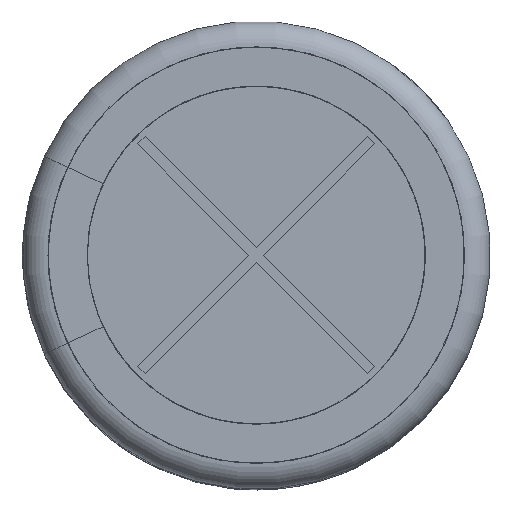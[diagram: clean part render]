
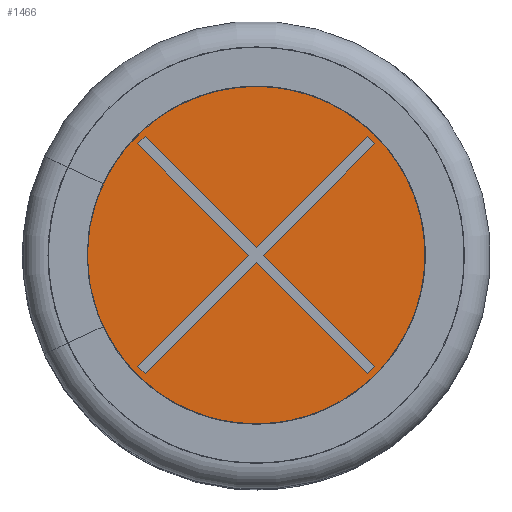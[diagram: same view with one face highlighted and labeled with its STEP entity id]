
A CAD part, top view. The second image highlights one B-rep face of the part: STEP entity #1466.
In plain terms, the highlighted planar face has unit normal (0, 0, 1).
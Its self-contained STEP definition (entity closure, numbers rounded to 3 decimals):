
#1466 = ADVANCED_FACE( '', ( #3044, #3045 ), #3046, .T. );
#3044 = FACE_OUTER_BOUND( '', #9711, .T. );
#3045 = FACE_BOUND( '', #9712, .T. );
#3046 = PLANE( '', #9713 );
#9711 = EDGE_LOOP( '', ( #13888 ) );
#9712 = EDGE_LOOP( '', ( #13889, #13890, #13891, #13892, #13893, #13894, #13895, #13896, #13897, #13898, #13899, #13900 ) );
#9713 = AXIS2_PLACEMENT_3D( '', #13901, #13902, #13903 );
#13888 = ORIENTED_EDGE( '', *, *, #16329, .F. );
#13889 = ORIENTED_EDGE( '', *, *, #15034, .T. );
#13890 = ORIENTED_EDGE( '', *, *, #16361, .T. );
#13891 = ORIENTED_EDGE( '', *, *, #15336, .T. );
#13892 = ORIENTED_EDGE( '', *, *, #16274, .T. );
#13893 = ORIENTED_EDGE( '', *, *, #16071, .T. );
#13894 = ORIENTED_EDGE( '', *, *, #16016, .T. );
#13895 = ORIENTED_EDGE( '', *, *, #15143, .T. );
#13896 = ORIENTED_EDGE( '', *, *, #15556, .T. );
#13897 = ORIENTED_EDGE( '', *, *, #15517, .T. );
#13898 = ORIENTED_EDGE( '', *, *, #14765, .T. );
#13899 = ORIENTED_EDGE( '', *, *, #15013, .T. );
#13900 = ORIENTED_EDGE( '', *, *, #15082, .T. );
#13901 = CARTESIAN_POINT( '', ( -8.012, 0., 20.78 ) );
#13902 = DIRECTION( '', ( 0., 0., 1. ) );
#13903 = DIRECTION( '', ( 1., 0., 0. ) );
#14765 = EDGE_CURVE( '', #16599, #16600, #16601, .T. );
#15013 = EDGE_CURVE( '', #16600, #17034, #17035, .T. );
#15034 = EDGE_CURVE( '', #17069, #17070, #17071, .T. );
#15082 = EDGE_CURVE( '', #17034, #17069, #17152, .T. );
#15143 = EDGE_CURVE( '', #17258, #17259, #17260, .T. );
#15336 = EDGE_CURVE( '', #17574, #17575, #17576, .T. );
#15517 = EDGE_CURVE( '', #17858, #16599, #17859, .T. );
#15556 = EDGE_CURVE( '', #17259, #17858, #17914, .T. );
#16016 = EDGE_CURVE( '', #18579, #17258, #18580, .T. );
#16071 = EDGE_CURVE( '', #18647, #18579, #18648, .T. );
#16274 = EDGE_CURVE( '', #17575, #18647, #18903, .T. );
#16329 = EDGE_CURVE( '', #18967, #18967, #18968, .T. );
#16361 = EDGE_CURVE( '', #17070, #17574, #19003, .T. );
#16599 = VERTEX_POINT( '', #19307 );
#16600 = VERTEX_POINT( '', #19308 );
#16601 = LINE( '', #19309, #19310 );
#17034 = VERTEX_POINT( '', #20630 );
#17035 = LINE( '', #20631, #20632 );
#17069 = VERTEX_POINT( '', #20690 );
#17070 = VERTEX_POINT( '', #20691 );
#17071 = LINE( '', #20692, #20693 );
#17152 = LINE( '', #20819, #20820 );
#17258 = VERTEX_POINT( '', #21105 );
#17259 = VERTEX_POINT( '', #21106 );
#17260 = LINE( '', #21107, #21108 );
#17574 = VERTEX_POINT( '', #21978 );
#17575 = VERTEX_POINT( '', #21979 );
#17576 = LINE( '', #21980, #21981 );
#17858 = VERTEX_POINT( '', #22665 );
#17859 = LINE( '', #22666, #22667 );
#17914 = LINE( '', #22767, #22768 );
#18579 = VERTEX_POINT( '', #24182 );
#18580 = LINE( '', #24183, #24184 );
#18647 = VERTEX_POINT( '', #24293 );
#18648 = LINE( '', #24294, #24295 );
#18903 = LINE( '', #24898, #24899 );
#18967 = VERTEX_POINT( '', #25030 );
#18968 = CIRCLE( '', #25031, 8.012 );
#19003 = LINE( '', #25085, #25086 );
#19307 = CARTESIAN_POINT( '', ( -4.276, -4.559, 20.78 ) );
#19308 = CARTESIAN_POINT( '', ( -4.559, -4.276, 20.78 ) );
#19309 = CARTESIAN_POINT( '', ( -4.276, -4.559, 20.78 ) );
#19310 = VECTOR( '', #25487, 1000. );
#20630 = CARTESIAN_POINT( '', ( -0.283, 0., 20.78 ) );
#20631 = CARTESIAN_POINT( '', ( -0.283, 0., 20.78 ) );
#20632 = VECTOR( '', #25692, 1000. );
#20690 = CARTESIAN_POINT( '', ( -4.559, 4.276, 20.78 ) );
#20691 = CARTESIAN_POINT( '', ( -4.276, 4.559, 20.78 ) );
#20692 = CARTESIAN_POINT( '', ( -4.276, 4.559, 20.78 ) );
#20693 = VECTOR( '', #25711, 1000. );
#20819 = CARTESIAN_POINT( '', ( -0.283, 0., 20.78 ) );
#20820 = VECTOR( '', #25778, 1000. );
#21105 = CARTESIAN_POINT( '', ( 4.559, -4.276, 20.78 ) );
#21106 = CARTESIAN_POINT( '', ( 4.276, -4.559, 20.78 ) );
#21107 = CARTESIAN_POINT( '', ( 4.559, -4.276, 20.78 ) );
#21108 = VECTOR( '', #25816, 1000. );
#21978 = CARTESIAN_POINT( '', ( 0., 0.283, 20.78 ) );
#21979 = CARTESIAN_POINT( '', ( 4.276, 4.559, 20.78 ) );
#21980 = CARTESIAN_POINT( '', ( 0., 0.283, 20.78 ) );
#21981 = VECTOR( '', #26003, 1000. );
#22665 = CARTESIAN_POINT( '', ( 0., -0.283, 20.78 ) );
#22666 = CARTESIAN_POINT( '', ( 0., -0.283, 20.78 ) );
#22667 = VECTOR( '', #26208, 1000. );
#22767 = CARTESIAN_POINT( '', ( 0., -0.283, 20.78 ) );
#22768 = VECTOR( '', #26237, 1000. );
#24182 = CARTESIAN_POINT( '', ( 0.283, 0., 20.78 ) );
#24183 = CARTESIAN_POINT( '', ( 0.283, 0., 20.78 ) );
#24184 = VECTOR( '', #26669, 1000. );
#24293 = CARTESIAN_POINT( '', ( 4.559, 4.276, 20.78 ) );
#24294 = CARTESIAN_POINT( '', ( 0.283, 0., 20.78 ) );
#24295 = VECTOR( '', #26721, 1000. );
#24898 = CARTESIAN_POINT( '', ( 4.559, 4.276, 20.78 ) );
#24899 = VECTOR( '', #26869, 1000. );
#25030 = CARTESIAN_POINT( '', ( -8.012, 0., 20.78 ) );
#25031 = AXIS2_PLACEMENT_3D( '', #26921, #26922, #26923 );
#25085 = CARTESIAN_POINT( '', ( 0., 0.283, 20.78 ) );
#25086 = VECTOR( '', #26946, 1000. );
#25487 = DIRECTION( '', ( -0.707, 0.707, 0. ) );
#25692 = DIRECTION( '', ( 0.707, 0.707, 0. ) );
#25711 = DIRECTION( '', ( 0.707, 0.707, 0. ) );
#25778 = DIRECTION( '', ( -0.707, 0.707, 0. ) );
#25816 = DIRECTION( '', ( -0.707, -0.707, 0. ) );
#26003 = DIRECTION( '', ( 0.707, 0.707, 0. ) );
#26208 = DIRECTION( '', ( -0.707, -0.707, 0. ) );
#26237 = DIRECTION( '', ( -0.707, 0.707, 0. ) );
#26669 = DIRECTION( '', ( 0.707, -0.707, 0. ) );
#26721 = DIRECTION( '', ( -0.707, -0.707, 0. ) );
#26869 = DIRECTION( '', ( 0.707, -0.707, 0. ) );
#26921 = CARTESIAN_POINT( '', ( 0., 0., 20.78 ) );
#26922 = DIRECTION( '', ( 0., 0., -1. ) );
#26923 = DIRECTION( '', ( -1., 0., 0. ) );
#26946 = DIRECTION( '', ( 0.707, -0.707, 0. ) );
